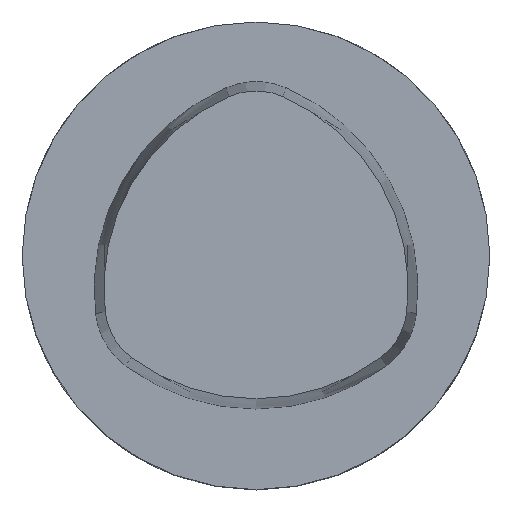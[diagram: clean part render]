
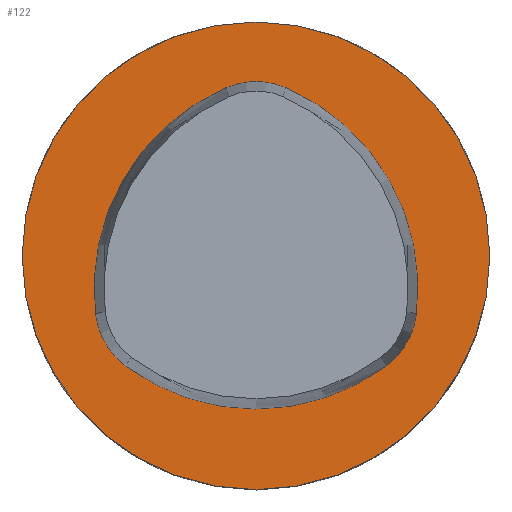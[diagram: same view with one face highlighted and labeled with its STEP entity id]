
A CAD part, top view. The second image highlights one B-rep face of the part: STEP entity #122.
In plain terms, the highlighted planar face has unit normal (0, 0, 1).
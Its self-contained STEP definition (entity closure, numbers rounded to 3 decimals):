
#91=CIRCLE('',#822,25.);
#122=ADVANCED_FACE('',(#198),#164,.T.);
#164=PLANE('',#824);
#198=FACE_OUTER_BOUND('',#248,.T.);
#248=EDGE_LOOP('',(#367));
#367=ORIENTED_EDGE('',*,*,#602,.T.);
#529=VERTEX_POINT('',#1211);
#602=EDGE_CURVE('',#529,#529,#91,.T.);
#822=AXIS2_PLACEMENT_3D('',#1210,#967,#968);
#824=AXIS2_PLACEMENT_3D('',#1213,#971,#972);
#967=DIRECTION('',(0.,0.,1.));
#968=DIRECTION('',(-1.,0.,0.));
#971=DIRECTION('',(0.,0.,1.));
#972=DIRECTION('',(-1.,0.,0.));
#1210=CARTESIAN_POINT('',(0.,0.,0.));
#1211=CARTESIAN_POINT('',(-25.,0.,0.));
#1213=CARTESIAN_POINT('',(0.,0.,0.));
